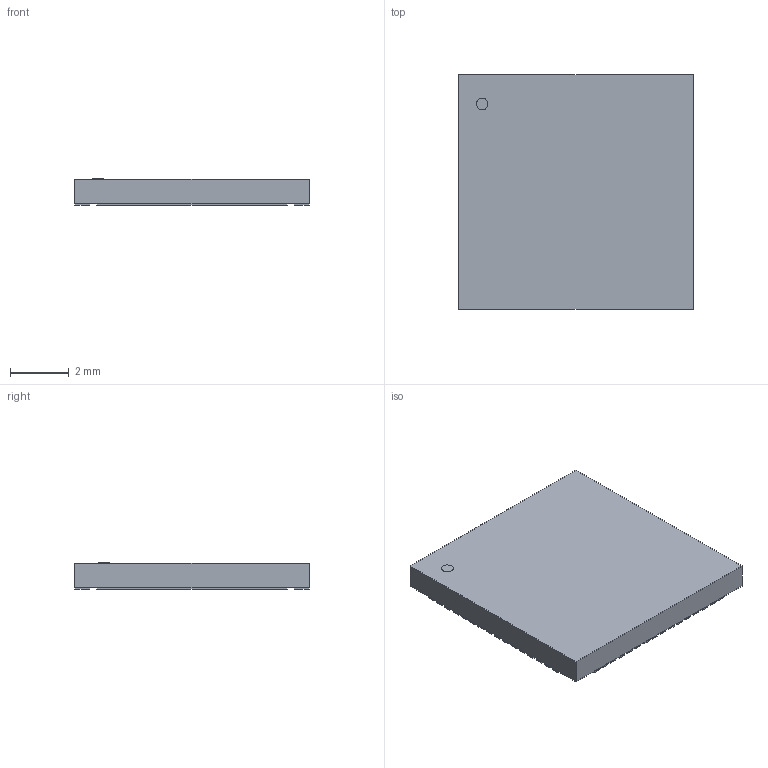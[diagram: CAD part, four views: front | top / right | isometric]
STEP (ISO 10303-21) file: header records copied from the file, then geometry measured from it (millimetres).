
FILE_DESCRIPTION(('STEP AP214'),'1');
FILE_NAME('VQFN64_KCX_6_5X6_5EPAD_MCH','2024-11-28T07:20:54',(''),(''),'','','');
FILE_SCHEMA(('AUTOMOTIVE_DESIGN'));
Length unit declared in the file: millimetre
Products named in the file (1): product
Bounding box: 8 x 8 x 0.89 mm (x, y, z)
Volume: 56.2 mm3; surface area: 262.4 mm2
Topology: 67 solids, 67 shells, 399 faces, 795 edges, 530 vertices
Faces by surface type: plane 398, cylinder 1
Full cylindrical faces by diameter (mm): 0.4 x1
Entity records: 9733 total; most frequent: DIRECTION 1598, ORIENTED_EDGE 1588, CARTESIAN_POINT 933, EDGE_CURVE 794, LINE 792, VECTOR 792, VERTEX_POINT 530, AXIS2_PLACEMENT_3D 403
